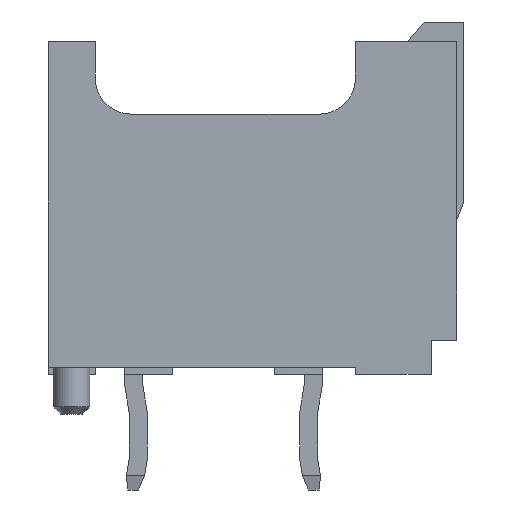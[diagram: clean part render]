
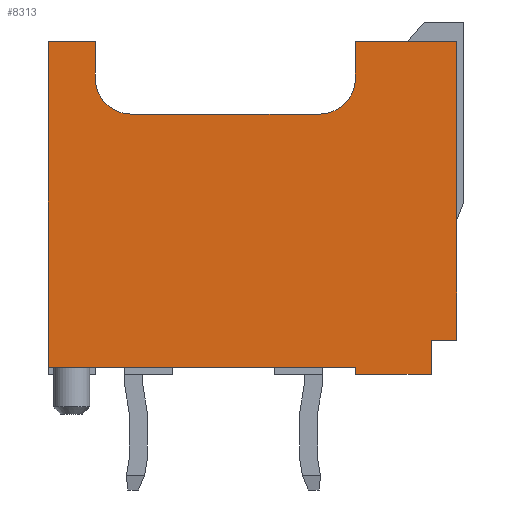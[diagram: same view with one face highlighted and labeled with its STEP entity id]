
A CAD part, left-side view. The second image highlights one B-rep face of the part: STEP entity #8313.
In plain terms, the highlighted face is planar.
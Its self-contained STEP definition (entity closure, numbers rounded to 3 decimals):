
#31=CIRCLE('',#8651,1.);
#32=CIRCLE('',#8652,1.);
#1112=ORIENTED_EDGE('',*,*,#2352,.T.);
#1113=ORIENTED_EDGE('',*,*,#2353,.T.);
#1114=ORIENTED_EDGE('',*,*,#2322,.T.);
#1115=ORIENTED_EDGE('',*,*,#2318,.F.);
#1116=ORIENTED_EDGE('',*,*,#2354,.F.);
#1117=ORIENTED_EDGE('',*,*,#2355,.F.);
#1118=ORIENTED_EDGE('',*,*,#2356,.F.);
#1119=ORIENTED_EDGE('',*,*,#2094,.F.);
#1120=ORIENTED_EDGE('',*,*,#2357,.F.);
#1121=ORIENTED_EDGE('',*,*,#2358,.F.);
#1122=ORIENTED_EDGE('',*,*,#2359,.F.);
#1123=ORIENTED_EDGE('',*,*,#2360,.F.);
#1124=ORIENTED_EDGE('',*,*,#2361,.F.);
#1125=ORIENTED_EDGE('',*,*,#2362,.F.);
#2094=EDGE_CURVE('',#2824,#2815,#3488,.T.);
#2318=EDGE_CURVE('',#2983,#2980,#3710,.T.);
#2322=EDGE_CURVE('',#2985,#2980,#3714,.T.);
#2352=EDGE_CURVE('',#3003,#3004,#3744,.T.);
#2353=EDGE_CURVE('',#3004,#2985,#3745,.T.);
#2354=EDGE_CURVE('',#3005,#2983,#3746,.T.);
#2355=EDGE_CURVE('',#3006,#3005,#3747,.T.);
#2356=EDGE_CURVE('',#2815,#3006,#3748,.T.);
#2357=EDGE_CURVE('',#3007,#2824,#3749,.T.);
#2358=EDGE_CURVE('',#3008,#3007,#31,.T.);
#2359=EDGE_CURVE('',#3009,#3008,#3750,.T.);
#2360=EDGE_CURVE('',#3010,#3009,#32,.T.);
#2361=EDGE_CURVE('',#3011,#3010,#3751,.T.);
#2362=EDGE_CURVE('',#3003,#3011,#3752,.T.);
#2815=VERTEX_POINT('',#10989);
#2824=VERTEX_POINT('',#11006);
#2980=VERTEX_POINT('',#11463);
#2983=VERTEX_POINT('',#11469);
#2985=VERTEX_POINT('',#11477);
#3003=VERTEX_POINT('',#11535);
#3004=VERTEX_POINT('',#11536);
#3005=VERTEX_POINT('',#11539);
#3006=VERTEX_POINT('',#11541);
#3007=VERTEX_POINT('',#11544);
#3008=VERTEX_POINT('',#11546);
#3009=VERTEX_POINT('',#11548);
#3010=VERTEX_POINT('',#11550);
#3011=VERTEX_POINT('',#11552);
#3488=LINE('',#11007,#4323);
#3710=LINE('',#11470,#4545);
#3714=LINE('',#11478,#4549);
#3744=LINE('',#11534,#4579);
#3745=LINE('',#11537,#4580);
#3746=LINE('',#11538,#4581);
#3747=LINE('',#11540,#4582);
#3748=LINE('',#11542,#4583);
#3749=LINE('',#11543,#4584);
#3750=LINE('',#11547,#4585);
#3751=LINE('',#11551,#4586);
#3752=LINE('',#11553,#4587);
#4323=VECTOR('',#9383,1000.);
#4545=VECTOR('',#9769,1000.);
#4549=VECTOR('',#9777,1000.);
#4579=VECTOR('',#9825,1000.);
#4580=VECTOR('',#9826,1000.);
#4581=VECTOR('',#9827,1000.);
#4582=VECTOR('',#9828,1000.);
#4583=VECTOR('',#9829,1000.);
#4584=VECTOR('',#9830,1000.);
#4585=VECTOR('',#9833,1000.);
#4586=VECTOR('',#9836,1000.);
#4587=VECTOR('',#9837,1000.);
#5018=EDGE_LOOP('',(#1112,#1113,#1114,#1115,#1116,#1117,#1118,#1119,#1120,
#1121,#1122,#1123,#1124,#1125));
#5372=FACE_BOUND('',#5018,.T.);
#5722=PLANE('',#8650);
#8313=ADVANCED_FACE('',(#5372),#5722,.T.);
#8650=AXIS2_PLACEMENT_3D('',#11533,#9823,#9824);
#8651=AXIS2_PLACEMENT_3D('',#11545,#9831,#9832);
#8652=AXIS2_PLACEMENT_3D('',#11549,#9834,#9835);
#9383=DIRECTION('',(0.,0.,1.));
#9769=DIRECTION('',(0.,0.,-1.));
#9777=DIRECTION('',(0.,1.,0.));
#9823=DIRECTION('',(1.,0.,0.));
#9824=DIRECTION('',(0.,0.,-1.));
#9825=DIRECTION('',(0.,1.,0.));
#9826=DIRECTION('',(0.,0.,1.));
#9827=DIRECTION('',(0.,1.,0.));
#9828=DIRECTION('',(0.,0.,-1.));
#9829=DIRECTION('',(0.,1.,0.));
#9830=DIRECTION('',(0.,-1.,0.));
#9831=DIRECTION('',(1.,0.,0.));
#9832=DIRECTION('',(0.,-1.,0.));
#9833=DIRECTION('',(0.,0.,1.));
#9834=DIRECTION('',(1.,0.,0.));
#9835=DIRECTION('',(0.,-1.,0.));
#9836=DIRECTION('',(0.,1.,0.));
#9837=DIRECTION('',(0.,0.,1.));
#10989=CARTESIAN_POINT('',(5.7,-4.325,5.55));
#11006=CARTESIAN_POINT('',(5.7,-4.325,2.75));
#11007=CARTESIAN_POINT('',(5.7,-4.325,5.75));
#11463=CARTESIAN_POINT('',(5.7,4.875,2.75));
#11469=CARTESIAN_POINT('',(5.7,4.875,4.85));
#11470=CARTESIAN_POINT('',(5.7,4.875,5.75));
#11477=CARTESIAN_POINT('',(5.7,4.675,2.75));
#11478=CARTESIAN_POINT('',(5.7,4.675,2.75));
#11533=CARTESIAN_POINT('',(5.7,-4.875,5.75));
#11534=CARTESIAN_POINT('',(5.7,-4.875,-5.75));
#11535=CARTESIAN_POINT('',(5.7,-4.325,-5.75));
#11536=CARTESIAN_POINT('',(5.7,4.675,-5.75));
#11537=CARTESIAN_POINT('',(5.7,4.675,-4.45));
#11538=CARTESIAN_POINT('',(5.7,3.925,4.85));
#11539=CARTESIAN_POINT('',(5.7,3.925,4.85));
#11540=CARTESIAN_POINT('',(5.7,3.925,5.55));
#11541=CARTESIAN_POINT('',(5.7,3.925,5.55));
#11542=CARTESIAN_POINT('',(5.7,0.625,5.55));
#11543=CARTESIAN_POINT('',(5.7,-3.325,2.75));
#11544=CARTESIAN_POINT('',(5.7,-3.325,2.75));
#11545=CARTESIAN_POINT('',(5.7,-3.325,1.75));
#11546=CARTESIAN_POINT('',(5.7,-2.325,1.75));
#11547=CARTESIAN_POINT('',(5.7,-2.325,-3.45));
#11548=CARTESIAN_POINT('',(5.7,-2.325,-3.45));
#11549=CARTESIAN_POINT('',(5.7,-3.325,-3.45));
#11550=CARTESIAN_POINT('',(5.7,-3.325,-4.45));
#11551=CARTESIAN_POINT('',(5.7,-4.325,-4.45));
#11552=CARTESIAN_POINT('',(5.7,-4.325,-4.45));
#11553=CARTESIAN_POINT('',(5.7,-4.325,-5.75));
